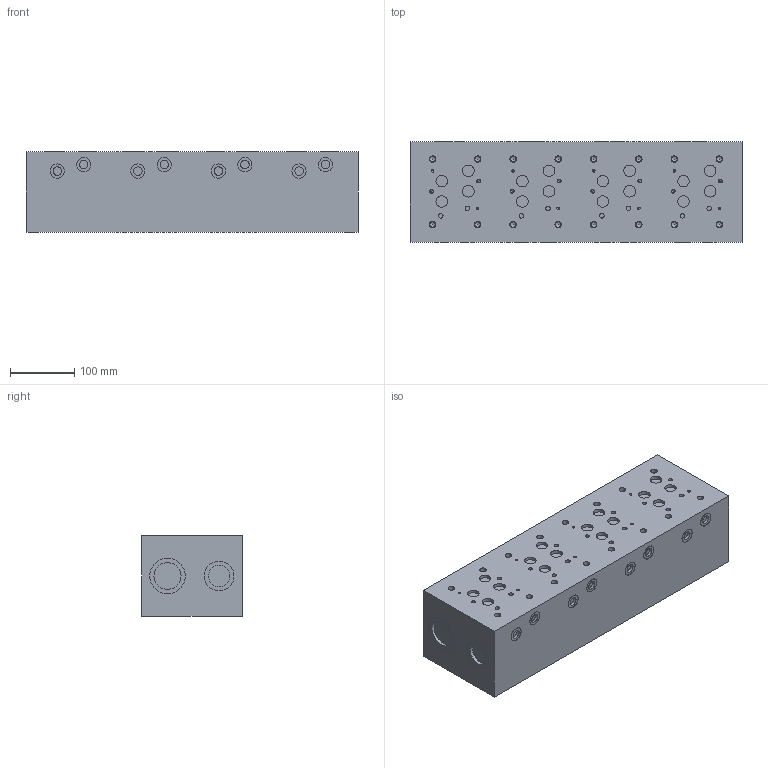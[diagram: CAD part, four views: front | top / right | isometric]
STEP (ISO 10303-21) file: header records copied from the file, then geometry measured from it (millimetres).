
FILE_DESCRIPTION(/* description */ ('Unknown'),/* implementation_level */ '2;1');
FILE_NAME(/* name */ 'PA.79640',/* time_stamp */ '2016-12-02T11:41:43+01:00',/* author */ ('Unknown'),/* organization */ ('Unknown'),/* preprocessor_version */ 'ST-DEVELOPER v16.7',/* originating_system */ 'DEX',/* authorisation */ $);
FILE_SCHEMA (('CONFIG_CONTROL_DESIGN'));
Length unit declared in the file: millimetre
Products named in the file (1): PA.79640
Bounding box: 515 x 156 x 125 mm (x, y, z)
Volume: 9904622.7 mm3; surface area: 361139.5 mm2
Topology: 1 solids, 1 shells, 262 faces, 468 edges, 300 vertices
Faces by surface type: cylinder 128, plane 98, cone 36
Full cylindrical faces by diameter (mm): 4 x8, 5 x8, 6 x8, 7 x8, 8.5 x16, 10 x16, 12 x4, 13.2 x8, 14 x4, 18 x16, 22 x8, 33.249 x10, 41.91 x2, 46 x10, 55 x2
Entity records: 5450 total; most frequent: DIRECTION 1050, CARTESIAN_POINT 831, FACE_BOUND 554, ORIENTED_EDGE 536, AXIS2_PLACEMENT_3D 519, EDGE_LOOP 518, VERTEX_POINT 300, EDGE_CURVE 268
